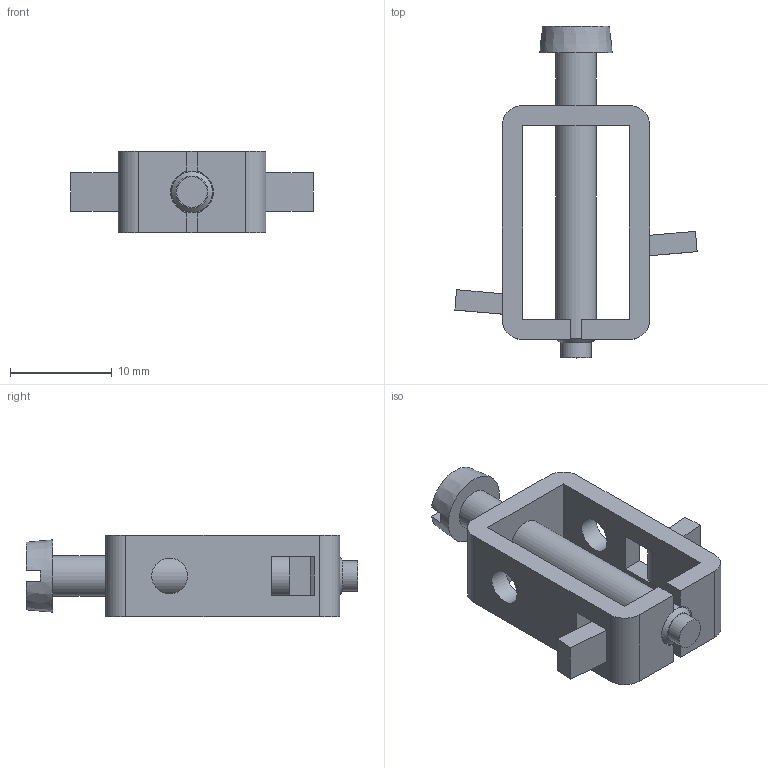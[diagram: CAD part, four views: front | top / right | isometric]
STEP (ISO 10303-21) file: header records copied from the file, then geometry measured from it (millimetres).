
FILE_DESCRIPTION(/* description */ ('STEP AP214'),/* implementation_level */ '2;1');
FILE_NAME(/* name */ '8637_LTE',/* time_stamp */ '2024-09-05T02:21:55+02:00',/* author */ ('License CC BY-ND 4.0'),/* organization */ ('CADENAS'),/* preprocessor_version */ 'ST-DEVELOPER v19.3',/* originating_system */ 'PARTsolutions',/* authorisation */ ' ');
FILE_SCHEMA (('AUTOMOTIVE_DESIGN {1 0 10303 214 3 1 1}'));
Length unit declared in the file: millimetre
Products named in the file (1): 8637 LTE
Bounding box: 23.8 x 32.6 x 8 mm (x, y, z)
Volume: 1429.7 mm3; surface area: 1919.6 mm2
Topology: 1 solids, 1 shells, 59 faces, 156 edges, 103 vertices
Faces by surface type: plane 44, cylinder 13, cone 2
Full cylindrical faces by diameter (mm): 3 x1, 3.5 x2, 4 x2
Entity records: 1806 total; most frequent: CARTESIAN_POINT 318, DIRECTION 294, ORIENTED_EDGE 292, EDGE_CURVE 146, LINE 110, VECTOR 110, VERTEX_POINT 100, AXIS2_PLACEMENT_3D 92
